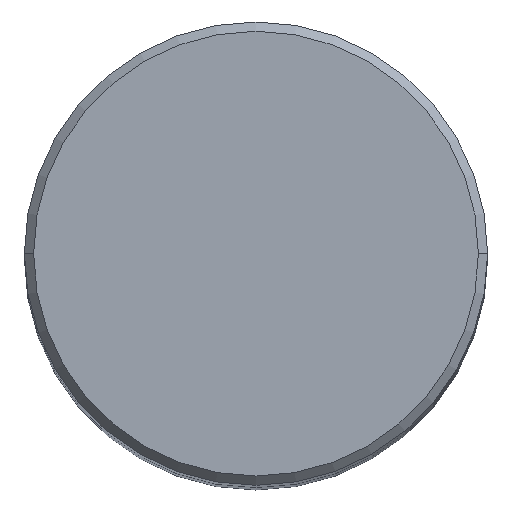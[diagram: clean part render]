
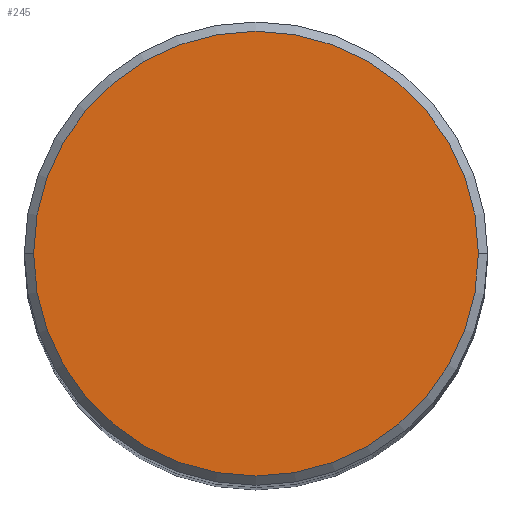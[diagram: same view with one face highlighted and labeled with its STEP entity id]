
A CAD part, top view. The second image highlights one B-rep face of the part: STEP entity #245.
In plain terms, the highlighted planar face has unit normal (0, 0, 1).
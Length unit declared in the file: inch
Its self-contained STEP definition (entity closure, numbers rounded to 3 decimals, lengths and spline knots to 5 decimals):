
#53 = EDGE_CURVE ( 'NONE', #135, #482, #170, .T. ) ;
#63 = CARTESIAN_POINT ( 'NONE',  ( 0.48, 0., 0. ) ) ;
#64 = ORIENTED_EDGE ( 'NONE', *, *, #53, .T. ) ;
#109 = CARTESIAN_POINT ( 'NONE',  ( 0., 0., 0. ) ) ;
#132 = AXIS2_PLACEMENT_3D ( 'NONE', #267, #483, #228 ) ;
#135 = VERTEX_POINT ( 'NONE', #186 ) ;
#152 = PLANE ( 'NONE',  #281 ) ;
#170 = CIRCLE ( 'NONE', #214, 0.48 ) ;
#186 = CARTESIAN_POINT ( 'NONE',  ( -0.48, 0., 0. ) ) ;
#192 = ORIENTED_EDGE ( 'NONE', *, *, #317, .T. ) ;
#214 = AXIS2_PLACEMENT_3D ( 'NONE', #109, #410, #484 ) ;
#228 = DIRECTION ( 'NONE',  ( 1., 0., 0. ) ) ;
#237 = DIRECTION ( 'NONE',  ( 0., 0., -1. ) ) ;
#245 = ADVANCED_FACE ( 'NONE', ( #353 ), #152, .F. ) ;
#267 = CARTESIAN_POINT ( 'NONE',  ( 0., 0., 0. ) ) ;
#281 = AXIS2_PLACEMENT_3D ( 'NONE', #420, #237, #456 ) ;
#294 = EDGE_LOOP ( 'NONE', ( #64, #192 ) ) ;
#317 = EDGE_CURVE ( 'NONE', #482, #135, #338, .T. ) ;
#338 = CIRCLE ( 'NONE', #132, 0.48 ) ;
#353 = FACE_OUTER_BOUND ( 'NONE', #294, .T. ) ;
#410 = DIRECTION ( 'NONE',  ( 0., 0., 1. ) ) ;
#420 = CARTESIAN_POINT ( 'NONE',  ( 0., 0.48, 0. ) ) ;
#456 = DIRECTION ( 'NONE',  ( -1., 0., 0. ) ) ;
#482 = VERTEX_POINT ( 'NONE', #63 ) ;
#483 = DIRECTION ( 'NONE',  ( 0., 0., 1. ) ) ;
#484 = DIRECTION ( 'NONE',  ( 1., 0., 0. ) ) ;
